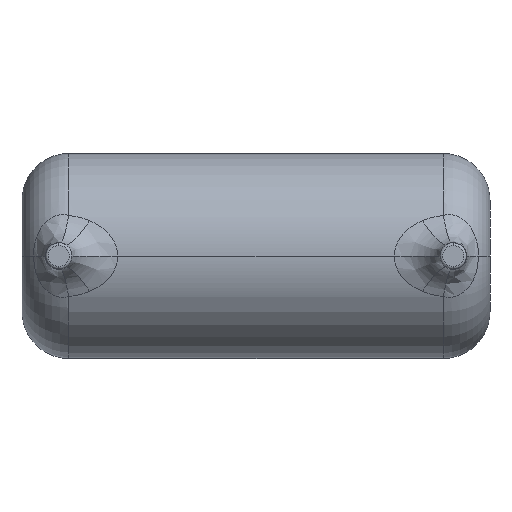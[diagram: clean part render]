
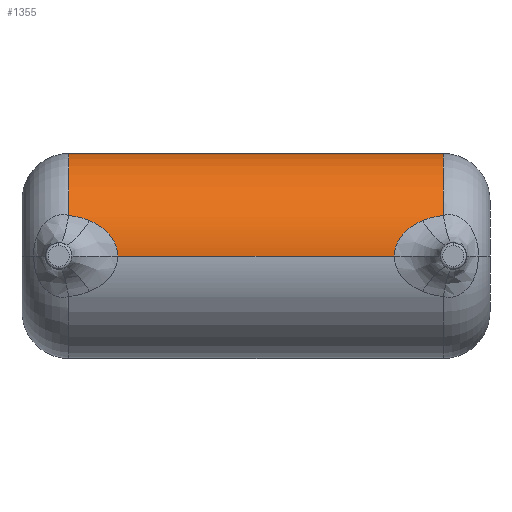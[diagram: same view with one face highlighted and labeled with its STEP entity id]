
A CAD part, front view. The second image highlights one B-rep face of the part: STEP entity #1355.
In plain terms, the highlighted cylindrical face has radius 3.9 mm (diameter 7.8 mm), a partial arc.
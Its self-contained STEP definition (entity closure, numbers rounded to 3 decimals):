
#7 = VERTEX_POINT ( 'NONE', #860 ) ;
#25 = VERTEX_POINT ( 'NONE', #893 ) ;
#33 = DIRECTION ( 'NONE',  ( 0., -1., 0. ) ) ;
#94 = CARTESIAN_POINT ( 'NONE',  ( -5.488, 1.565, 0.719 ) ) ;
#106 = EDGE_CURVE ( 'NONE', #1914, #121, #422, .T. ) ;
#119 = ORIENTED_EDGE ( 'NONE', *, *, #432, .T. ) ;
#121 = VERTEX_POINT ( 'NONE', #778 ) ;
#142 = CARTESIAN_POINT ( 'NONE',  ( -7.12, 5.4, 0. ) ) ;
#150 = DIRECTION ( 'NONE',  ( 0., -1., 0. ) ) ;
#213 = DIRECTION ( 'NONE',  ( -1., 0., 0. ) ) ;
#214 = DIRECTION ( 'NONE',  ( -1., 0., 0. ) ) ;
#252 = EDGE_CURVE ( 'NONE', #25, #1914, #253, .T. ) ;
#253 = B_SPLINE_CURVE_WITH_KNOTS ( 'NONE', 3,
 ( #1419, #834, #1267, #1286, #94, #1855, #506, #1112, #1699, #1875 ),
 .UNSPECIFIED., .F., .F.,
 ( 4, 2, 2, 2, 4 ),
 ( 0., 0., 0.001, 0.001, 0.002 ),
 .UNSPECIFIED. ) ;
#268 = CARTESIAN_POINT ( 'NONE',  ( 5.685, 1.615, 0.945 ) ) ;
#294 = EDGE_CURVE ( 'NONE', #1052, #1399, #1363, .T. ) ;
#334 = CARTESIAN_POINT ( 'NONE',  ( -7.12, 1.82, 1.546 ) ) ;
#348 = B_SPLINE_CURVE_WITH_KNOTS ( 'NONE', 3,
 ( #1602, #862, #374, #1012, #542, #268, #1859, #971, #1147, #1130 ),
 .UNSPECIFIED., .F., .F.,
 ( 4, 2, 2, 2, 4 ),
 ( 0., 0., 0.001, 0.001, 0.002 ),
 .UNSPECIFIED. ) ;
#369 = CARTESIAN_POINT ( 'NONE',  ( -7.12, 5.4, 3.9 ) ) ;
#374 = CARTESIAN_POINT ( 'NONE',  ( 5.288, 1.509, 0.306 ) ) ;
#378 = VERTEX_POINT ( 'NONE', #629 ) ;
#413 = VECTOR ( 'NONE', #563, 1000. ) ;
#422 = B_SPLINE_CURVE_WITH_KNOTS ( 'NONE', 3,
 ( #910, #615, #1668, #334 ),
 .UNSPECIFIED., .F., .F.,
 ( 4, 4 ),
 ( 0.002, 0.003 ),
 .UNSPECIFIED. ) ;
#426 = CARTESIAN_POINT ( 'NONE',  ( 7.12, 1.82, 1.546 ) ) ;
#432 = EDGE_CURVE ( 'NONE', #378, #1407, #348, .T. ) ;
#506 = CARTESIAN_POINT ( 'NONE',  ( -5.802, 1.642, 1.045 ) ) ;
#525 = EDGE_CURVE ( 'NONE', #121, #1052, #882, .T. ) ;
#542 = CARTESIAN_POINT ( 'NONE',  ( 5.488, 1.565, 0.719 ) ) ;
#563 = DIRECTION ( 'NONE',  ( 1., 0., 0. ) ) ;
#615 = CARTESIAN_POINT ( 'NONE',  ( -6.577, 1.777, 1.448 ) ) ;
#629 = CARTESIAN_POINT ( 'NONE',  ( 5.257, 1.5, 0. ) ) ;
#642 = CARTESIAN_POINT ( 'NONE',  ( 7.12, 5.4, 3.9 ) ) ;
#666 = ORIENTED_EDGE ( 'NONE', *, *, #1722, .F. ) ;
#680 = ORIENTED_EDGE ( 'NONE', *, *, #1530, .T. ) ;
#730 = VECTOR ( 'NONE', #213, 1000. ) ;
#752 = FACE_OUTER_BOUND ( 'NONE', #892, .T. ) ;
#778 = CARTESIAN_POINT ( 'NONE',  ( -7.12, 1.82, 1.546 ) ) ;
#824 = CIRCLE ( 'NONE', #1194, 3.9 ) ;
#825 = ORIENTED_EDGE ( 'NONE', *, *, #252, .F. ) ;
#831 = DIRECTION ( 'NONE',  ( 0., -1., 0. ) ) ;
#834 = CARTESIAN_POINT ( 'NONE',  ( -5.257, 1.5, 0.155 ) ) ;
#860 = CARTESIAN_POINT ( 'NONE',  ( 7.12, 1.82, 1.546 ) ) ;
#862 = CARTESIAN_POINT ( 'NONE',  ( 5.257, 1.5, 0.155 ) ) ;
#882 = CIRCLE ( 'NONE', #1591, 3.9 ) ;
#892 = EDGE_LOOP ( 'NONE', ( #666, #119, #1774, #680, #1903, #1560, #1686, #825 ) ) ;
#893 = CARTESIAN_POINT ( 'NONE',  ( -5.257, 1.5, 0. ) ) ;
#907 = DIRECTION ( 'NONE',  ( -1., 0., 0. ) ) ;
#910 = CARTESIAN_POINT ( 'NONE',  ( -6.325, 1.738, 1.343 ) ) ;
#918 = CYLINDRICAL_SURFACE ( 'NONE', #1315, 3.9 ) ;
#971 = CARTESIAN_POINT ( 'NONE',  ( 6.051, 1.693, 1.214 ) ) ;
#1012 = CARTESIAN_POINT ( 'NONE',  ( 5.405, 1.542, 0.59 ) ) ;
#1015 = CARTESIAN_POINT ( 'NONE',  ( 6.577, 1.777, 1.448 ) ) ;
#1022 = DIRECTION ( 'NONE',  ( -1., 0., 0. ) ) ;
#1028 = CARTESIAN_POINT ( 'NONE',  ( 8.9, 5.4, 3.9 ) ) ;
#1034 = CARTESIAN_POINT ( 'NONE',  ( 6.325, 1.738, 1.343 ) ) ;
#1052 = VERTEX_POINT ( 'NONE', #369 ) ;
#1112 = CARTESIAN_POINT ( 'NONE',  ( -6.051, 1.693, 1.214 ) ) ;
#1130 = CARTESIAN_POINT ( 'NONE',  ( 6.325, 1.738, 1.343 ) ) ;
#1147 = CARTESIAN_POINT ( 'NONE',  ( 6.184, 1.717, 1.284 ) ) ;
#1157 = CARTESIAN_POINT ( 'NONE',  ( -6.325, 1.738, 1.343 ) ) ;
#1166 = EDGE_CURVE ( 'NONE', #1407, #7, #1674, .T. ) ;
#1194 = AXIS2_PLACEMENT_3D ( 'NONE', #1264, #214, #831 ) ;
#1264 = CARTESIAN_POINT ( 'NONE',  ( 7.12, 5.4, 0. ) ) ;
#1267 = CARTESIAN_POINT ( 'NONE',  ( -5.288, 1.509, 0.306 ) ) ;
#1286 = CARTESIAN_POINT ( 'NONE',  ( -5.405, 1.542, 0.59 ) ) ;
#1315 = AXIS2_PLACEMENT_3D ( 'NONE', #1365, #907, #33 ) ;
#1355 = ADVANCED_FACE ( 'NONE', ( #752 ), #918, .T. ) ;
#1363 = LINE ( 'NONE', #1028, #413 ) ;
#1365 = CARTESIAN_POINT ( 'NONE',  ( 0., 5.4, 0. ) ) ;
#1399 = VERTEX_POINT ( 'NONE', #642 ) ;
#1407 = VERTEX_POINT ( 'NONE', #1519 ) ;
#1419 = CARTESIAN_POINT ( 'NONE',  ( -5.257, 1.5, 0. ) ) ;
#1519 = CARTESIAN_POINT ( 'NONE',  ( 6.325, 1.738, 1.343 ) ) ;
#1530 = EDGE_CURVE ( 'NONE', #7, #1399, #824, .T. ) ;
#1560 = ORIENTED_EDGE ( 'NONE', *, *, #525, .F. ) ;
#1591 = AXIS2_PLACEMENT_3D ( 'NONE', #142, #1022, #150 ) ;
#1602 = CARTESIAN_POINT ( 'NONE',  ( 5.257, 1.5, 0. ) ) ;
#1668 = CARTESIAN_POINT ( 'NONE',  ( -6.845, 1.806, 1.514 ) ) ;
#1674 = B_SPLINE_CURVE_WITH_KNOTS ( 'NONE', 3,
 ( #1034, #1015, #1752, #426 ),
 .UNSPECIFIED., .F., .F.,
 ( 4, 4 ),
 ( 0.002, 0.003 ),
 .UNSPECIFIED. ) ;
#1686 = ORIENTED_EDGE ( 'NONE', *, *, #106, .F. ) ;
#1694 = CARTESIAN_POINT ( 'NONE',  ( 0., 1.5, 0. ) ) ;
#1699 = CARTESIAN_POINT ( 'NONE',  ( -6.184, 1.717, 1.284 ) ) ;
#1722 = EDGE_CURVE ( 'NONE', #378, #25, #1844, .T. ) ;
#1752 = CARTESIAN_POINT ( 'NONE',  ( 6.845, 1.806, 1.514 ) ) ;
#1774 = ORIENTED_EDGE ( 'NONE', *, *, #1166, .T. ) ;
#1844 = LINE ( 'NONE', #1694, #730 ) ;
#1855 = CARTESIAN_POINT ( 'NONE',  ( -5.685, 1.615, 0.945 ) ) ;
#1859 = CARTESIAN_POINT ( 'NONE',  ( 5.802, 1.642, 1.045 ) ) ;
#1875 = CARTESIAN_POINT ( 'NONE',  ( -6.325, 1.738, 1.343 ) ) ;
#1903 = ORIENTED_EDGE ( 'NONE', *, *, #294, .F. ) ;
#1914 = VERTEX_POINT ( 'NONE', #1157 ) ;
